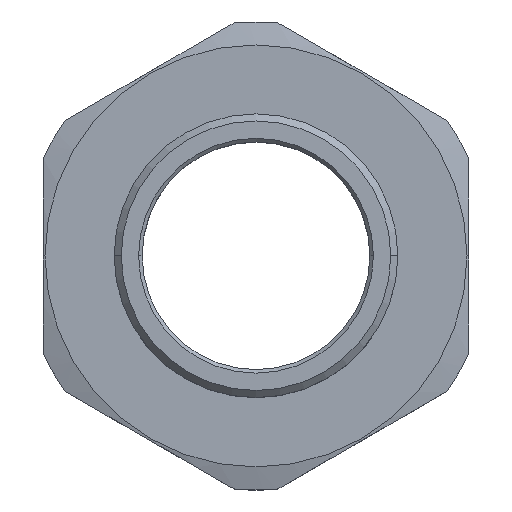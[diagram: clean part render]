
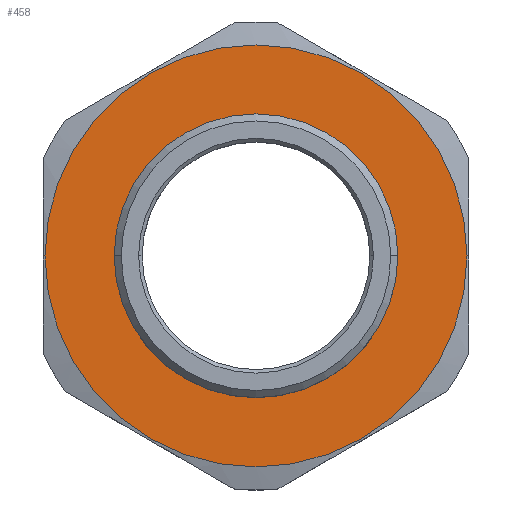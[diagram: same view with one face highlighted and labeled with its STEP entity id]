
A CAD part, top view. The second image highlights one B-rep face of the part: STEP entity #458.
In plain terms, the highlighted planar face has unit normal (0, 0, 1).
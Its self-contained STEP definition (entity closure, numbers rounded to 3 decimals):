
#10 = ORIENTED_EDGE ( 'NONE', *, *, #462, .T. ) ;
#69 = VERTEX_POINT ( 'NONE', #499 ) ;
#183 = EDGE_CURVE ( 'NONE', #780, #69, #1007, .T. ) ;
#232 = AXIS2_PLACEMENT_3D ( 'NONE', #399, #325, #921 ) ;
#237 = EDGE_LOOP ( 'NONE', ( #366, #1185 ) ) ;
#249 = DIRECTION ( 'NONE',  ( 0., 0., -1. ) ) ;
#264 = AXIS2_PLACEMENT_3D ( 'NONE', #773, #615, #266 ) ;
#266 = DIRECTION ( 'NONE',  ( 0., 1., 0. ) ) ;
#270 = CARTESIAN_POINT ( 'NONE',  ( 0., 0., 19.7 ) ) ;
#284 = DIRECTION ( 'NONE',  ( 0., 0., -1. ) ) ;
#291 = DIRECTION ( 'NONE',  ( 0., 0., -1. ) ) ;
#325 = DIRECTION ( 'NONE',  ( 0., 0., -1. ) ) ;
#366 = ORIENTED_EDGE ( 'NONE', *, *, #670, .F. ) ;
#399 = CARTESIAN_POINT ( 'NONE',  ( 0., 20., 19.7 ) ) ;
#413 = CARTESIAN_POINT ( 'NONE',  ( 0., 20., 19.7 ) ) ;
#440 = DIRECTION ( 'NONE',  ( -1., 0., 0. ) ) ;
#451 = PLANE ( 'NONE',  #232 ) ;
#458 = ADVANCED_FACE ( 'NONE', ( #971, #1137 ), #451, .F. ) ;
#462 = EDGE_CURVE ( 'NONE', #992, #525, #1055, .T. ) ;
#476 = CARTESIAN_POINT ( 'NONE',  ( 0., 0., 19.7 ) ) ;
#486 = AXIS2_PLACEMENT_3D ( 'NONE', #1415, #291, #680 ) ;
#499 = CARTESIAN_POINT ( 'NONE',  ( -29.75, 0., 19.7 ) ) ;
#525 = VERTEX_POINT ( 'NONE', #413 ) ;
#546 = CARTESIAN_POINT ( 'NONE',  ( 0., -20., 19.7 ) ) ;
#615 = DIRECTION ( 'NONE',  ( 0., 0., -1. ) ) ;
#670 = EDGE_CURVE ( 'NONE', #69, #780, #1164, .T. ) ;
#680 = DIRECTION ( 'NONE',  ( -1., 0., 0. ) ) ;
#703 = CARTESIAN_POINT ( 'NONE',  ( 29.75, 0., 19.7 ) ) ;
#773 = CARTESIAN_POINT ( 'NONE',  ( 0., 0., 19.7 ) ) ;
#780 = VERTEX_POINT ( 'NONE', #703 ) ;
#805 = DIRECTION ( 'NONE',  ( 0., 1., 0. ) ) ;
#919 = AXIS2_PLACEMENT_3D ( 'NONE', #476, #249, #805 ) ;
#921 = DIRECTION ( 'NONE',  ( -1., 0., 0. ) ) ;
#971 = FACE_OUTER_BOUND ( 'NONE', #237, .T. ) ;
#979 = EDGE_CURVE ( 'NONE', #525, #992, #1121, .T. ) ;
#992 = VERTEX_POINT ( 'NONE', #546 ) ;
#1007 = CIRCLE ( 'NONE', #1273, 29.75 ) ;
#1032 = EDGE_LOOP ( 'NONE', ( #1359, #10 ) ) ;
#1055 = CIRCLE ( 'NONE', #264, 20. ) ;
#1121 = CIRCLE ( 'NONE', #919, 20. ) ;
#1137 = FACE_BOUND ( 'NONE', #1032, .T. ) ;
#1164 = CIRCLE ( 'NONE', #486, 29.75 ) ;
#1185 = ORIENTED_EDGE ( 'NONE', *, *, #183, .F. ) ;
#1273 = AXIS2_PLACEMENT_3D ( 'NONE', #270, #284, #440 ) ;
#1359 = ORIENTED_EDGE ( 'NONE', *, *, #979, .T. ) ;
#1415 = CARTESIAN_POINT ( 'NONE',  ( 0., 0., 19.7 ) ) ;
